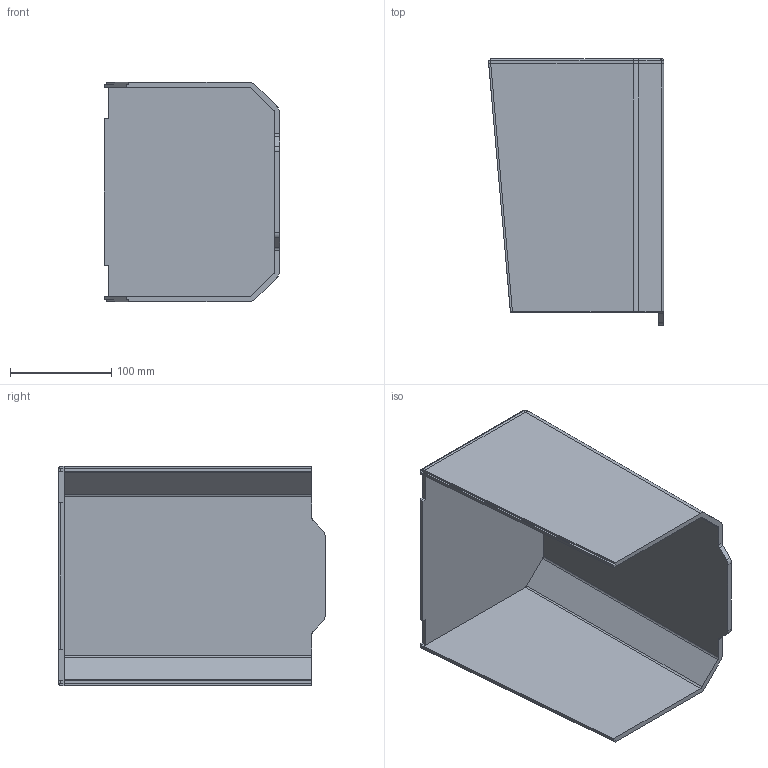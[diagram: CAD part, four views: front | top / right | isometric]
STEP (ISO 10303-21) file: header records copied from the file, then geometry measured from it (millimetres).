
FILE_DESCRIPTION(/* description */ (''),/* implementation_level */ '2;1');
FILE_NAME(/* name */ 'CW1_PLEXI_COVER.step',/* time_stamp */ '2019-08-13T14:13:55+02:00',/* author */ (''),/* organization */ (''),/* preprocessor_version */ 'ST-DEVELOPER v18',/* originating_system */ 'Autodesk Translation Framework v8.2.0.1029',/* authorisation */ '');
FILE_SCHEMA (('AUTOMOTIVE_DESIGN { 1 0 10303 214 3 1 1 }'));
Length unit declared in the file: millimetre
Products named in the file (3): CW1_PLEXI_COVER; bottom; top
Assembly tree (2 placements, depth 2):
  CW1_PLEXI_COVER
    bottom
    top
Bounding box: 173.28 x 263 x 217 mm (x, y, z)
Volume: 800118.1 mm3; surface area: 332068.4 mm2
Topology: 2 solids, 2 shells, 74 faces, 200 edges, 130 vertices
Faces by surface type: plane 49, cylinder 21, torus 4
Entity records: 2403 total; most frequent: CARTESIAN_POINT 409, DIRECTION 405, ORIENTED_EDGE 400, EDGE_CURVE 200, LINE 153, VECTOR 153, VERTEX_POINT 130, AXIS2_PLACEMENT_3D 126
